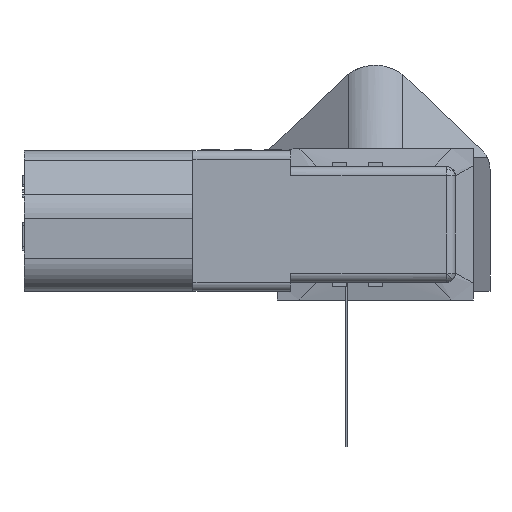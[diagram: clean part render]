
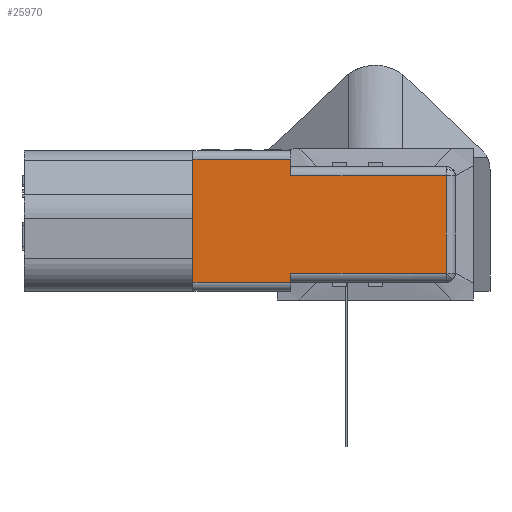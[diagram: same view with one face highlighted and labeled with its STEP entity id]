
A CAD part, left-side view. The second image highlights one B-rep face of the part: STEP entity #25970.
In plain terms, the highlighted planar face has unit normal (-1, 0, 0).
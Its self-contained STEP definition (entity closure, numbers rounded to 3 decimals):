
#501 = EDGE_CURVE ( 'NONE', #59901, #48086, #52393, .T. ) ;
#1373 = CARTESIAN_POINT ( 'NONE',  ( -12., -3.87, 30. ) ) ;
#2105 = EDGE_CURVE ( 'NONE', #9548, #59901, #46858, .T. ) ;
#2508 = ORIENTED_EDGE ( 'NONE', *, *, #45563, .T. ) ;
#2635 = CARTESIAN_POINT ( 'NONE',  ( -12., 8.124, 30. ) ) ;
#3031 = DIRECTION ( 'NONE',  ( 0., 0., -1. ) ) ;
#4118 = DIRECTION ( 'NONE',  ( 0., 1., 0. ) ) ;
#5848 = CARTESIAN_POINT ( 'NONE',  ( -12., 9.935, 19. ) ) ;
#6105 = LINE ( 'NONE', #5848, #46335 ) ;
#7839 = ORIENTED_EDGE ( 'NONE', *, *, #36180, .T. ) ;
#8190 = PLANE ( 'NONE',  #67659 ) ;
#9548 = VERTEX_POINT ( 'NONE', #58500 ) ;
#9778 = CARTESIAN_POINT ( 'NONE',  ( -12., -2.876, 30. ) ) ;
#10231 = VERTEX_POINT ( 'NONE', #45755 ) ;
#12396 = CARTESIAN_POINT ( 'NONE',  ( -12., -3.867, 22.667 ) ) ;
#12464 = EDGE_CURVE ( 'NONE', #72127, #13439, #71533, .T. ) ;
#13439 = VERTEX_POINT ( 'NONE', #50307 ) ;
#15235 = CARTESIAN_POINT ( 'NONE',  ( -12., -2.876, 30. ) ) ;
#18582 = EDGE_CURVE ( 'NONE', #72127, #55661, #26657, .T. ) ;
#18876 = CARTESIAN_POINT ( 'NONE',  ( -12., 9.935, 30. ) ) ;
#18879 = FACE_OUTER_BOUND ( 'NONE', #22120, .T. ) ;
#22000 = CARTESIAN_POINT ( 'NONE',  ( -12., -2.876, 47.5 ) ) ;
#22120 = EDGE_LOOP ( 'NONE', ( #33710, #7839, #65876, #48584, #42449, #2508, #46083, #49170 ) ) ;
#25970 = ADVANCED_FACE ( 'NONE', ( #18879 ), #8190, .T. ) ;
#26657 = LINE ( 'NONE', #37331, #44213 ) ;
#30887 = CARTESIAN_POINT ( 'NONE',  ( -12., -3.865, 19. ) ) ;
#31471 = DIRECTION ( 'NONE',  ( -1., 0., 0. ) ) ;
#31472 = DIRECTION ( 'NONE',  ( 0., 1., 0. ) ) ;
#33710 = ORIENTED_EDGE ( 'NONE', *, *, #18582, .T. ) ;
#34415 = CARTESIAN_POINT ( 'NONE',  ( -12., -3.869, 26.333 ) ) ;
#35970 = VECTOR ( 'NONE', #31472, 1000. ) ;
#36180 = EDGE_CURVE ( 'NONE', #55661, #9548, #50850, .T. ) ;
#36857 = CARTESIAN_POINT ( 'NONE',  ( -12., 10.935, 19. ) ) ;
#37051 = CARTESIAN_POINT ( 'NONE',  ( -12., -3.87, 30. ) ) ;
#37331 = CARTESIAN_POINT ( 'NONE',  ( -12., -2.876, 19. ) ) ;
#37668 = CARTESIAN_POINT ( 'NONE',  ( -12., 10.935, 30. ) ) ;
#39831 = DIRECTION ( 'NONE',  ( 0., -1., 0. ) ) ;
#42449 = ORIENTED_EDGE ( 'NONE', *, *, #44433, .T. ) ;
#42911 = CARTESIAN_POINT ( 'NONE',  ( -12., -3.539, 30. ) ) ;
#44213 = VECTOR ( 'NONE', #50013, 1000. ) ;
#44433 = EDGE_CURVE ( 'NONE', #48086, #10231, #6105, .T. ) ;
#44742 = DIRECTION ( 'NONE',  ( 0., 0., -1. ) ) ;
#45563 = EDGE_CURVE ( 'NONE', #10231, #47946, #51498, .T. ) ;
#45650 = CARTESIAN_POINT ( 'NONE',  ( -12., -3.865, 19. ) ) ;
#45755 = CARTESIAN_POINT ( 'NONE',  ( -12., 9.935, 19. ) ) ;
#45926 = B_SPLINE_CURVE_WITH_KNOTS ( 'NONE', 3,
 ( #1373, #34415, #12396, #45650 ),
 .UNSPECIFIED., .F., .F.,
 ( 4, 4 ),
 ( 0., 1. ),
 .UNSPECIFIED. ) ;
#46083 = ORIENTED_EDGE ( 'NONE', *, *, #47185, .F. ) ;
#46199 = VECTOR ( 'NONE', #39831, 1000. ) ;
#46335 = VECTOR ( 'NONE', #44742, 1000. ) ;
#46858 = LINE ( 'NONE', #51815, #65345 ) ;
#47185 = EDGE_CURVE ( 'NONE', #13439, #47946, #45926, .T. ) ;
#47946 = VERTEX_POINT ( 'NONE', #30887 ) ;
#48086 = VERTEX_POINT ( 'NONE', #18876 ) ;
#48584 = ORIENTED_EDGE ( 'NONE', *, *, #501, .T. ) ;
#49170 = ORIENTED_EDGE ( 'NONE', *, *, #12464, .F. ) ;
#50013 = DIRECTION ( 'NONE',  ( 0., 0., 1. ) ) ;
#50307 = CARTESIAN_POINT ( 'NONE',  ( -12., -3.87, 30. ) ) ;
#50850 = LINE ( 'NONE', #64586, #35970 ) ;
#51498 = LINE ( 'NONE', #56804, #46199 ) ;
#51815 = CARTESIAN_POINT ( 'NONE',  ( -12., 8.124, 19. ) ) ;
#52393 = LINE ( 'NONE', #37668, #56780 ) ;
#53714 = CARTESIAN_POINT ( 'NONE',  ( -12., -3.207, 30. ) ) ;
#55661 = VERTEX_POINT ( 'NONE', #22000 ) ;
#56780 = VECTOR ( 'NONE', #4118, 1000. ) ;
#56804 = CARTESIAN_POINT ( 'NONE',  ( -12., 0., 19. ) ) ;
#58500 = CARTESIAN_POINT ( 'NONE',  ( -12., 8.124, 47.5 ) ) ;
#59901 = VERTEX_POINT ( 'NONE', #2635 ) ;
#64586 = CARTESIAN_POINT ( 'NONE',  ( -12., 10.935, 47.5 ) ) ;
#65045 = DIRECTION ( 'NONE',  ( 0., 0., 1. ) ) ;
#65345 = VECTOR ( 'NONE', #3031, 1000. ) ;
#65876 = ORIENTED_EDGE ( 'NONE', *, *, #2105, .T. ) ;
#67659 = AXIS2_PLACEMENT_3D ( 'NONE', #36857, #31471, #65045 ) ;
#71533 = B_SPLINE_CURVE_WITH_KNOTS ( 'NONE', 3,
 ( #15235, #53714, #42911, #37051 ),
 .UNSPECIFIED., .F., .F.,
 ( 4, 4 ),
 ( 0., 1. ),
 .UNSPECIFIED. ) ;
#72127 = VERTEX_POINT ( 'NONE', #9778 ) ;
